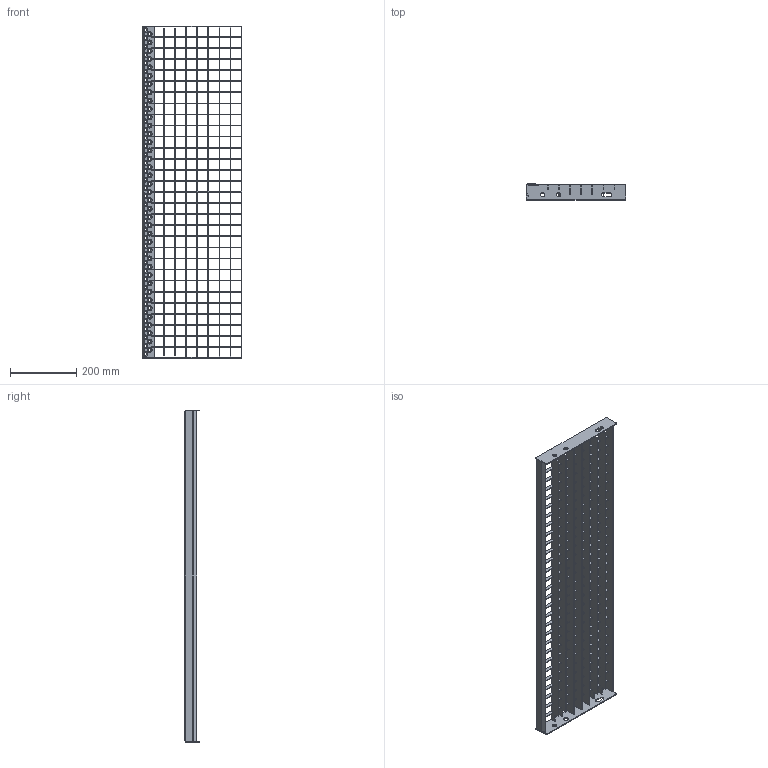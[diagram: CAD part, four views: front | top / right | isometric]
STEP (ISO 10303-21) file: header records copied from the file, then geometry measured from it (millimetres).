
FILE_DESCRIPTION (( 'STEP AP214' ), '1' );
FILE_NAME ('MG-Tread_Industrial-ASN-1000x300x30-F260030101.STEP', '2021-11-25T06:45:26', ( '' ), ( '' ), 'SwSTEP 2.0', 'SolidWorks 2021', '' );
FILE_SCHEMA (( 'AUTOMOTIVE_DESIGN' ));
Length unit declared in the file: millimetre
Products named in the file (6): FORKANT 35X38X994X2 O2 OPTRÆK; MG-Tread_Industrial-ASN-1000x300x30-F260030101; ENDEPLADE 60X300X2; BÆRESTAV 25X994X2_33X33; LAMEL 2X10X273; BÆRESTAV_UDHAK_25X994X2_33X33
Assembly tree (40 placements, depth 2):
  MG-Tread_Industrial-ASN-1000x300x30-F260030101
    FORKANT 35X38X994X2 O2 OPTRÆK
    ENDEPLADE 60X300X2  x2
    BÆRESTAV 25X994X2_33X33  x4
    LAMEL 2X10X273  x29
    BÆRESTAV_UDHAK_25X994X2_33X33  x4
Bounding box: 300 x 48 x 999 mm (x, y, z)
Volume: 837019.7 mm3; surface area: 900113.4 mm2
Topology: 40 solids, 40 shells, 2076 faces, 5656 edges, 3660 vertices
Faces by surface type: plane 1258, cone 474, torus 316, cylinder 28
Entity records: 35082 total; most frequent: DIRECTION 6762, CARTESIAN_POINT 5845, ORIENTED_EDGE 5792, EDGE_CURVE 2896, AXIS2_PLACEMENT_3D 2737, VERTEX_POINT 1820, CIRCLE 1608, LINE 1288
